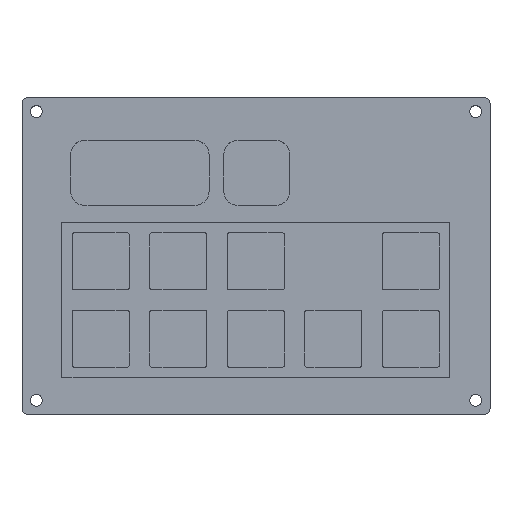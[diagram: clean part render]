
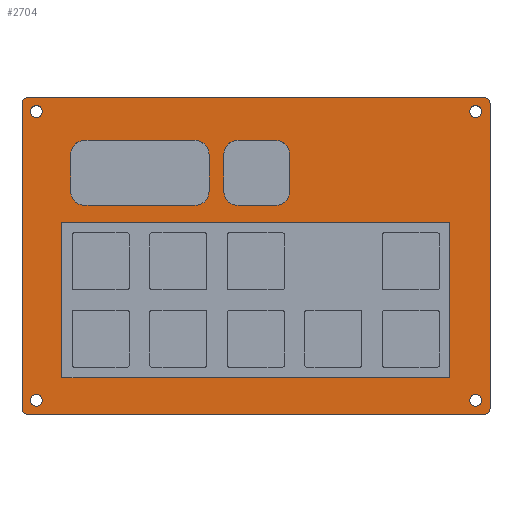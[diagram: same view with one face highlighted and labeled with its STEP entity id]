
A CAD part, top view. The second image highlights one B-rep face of the part: STEP entity #2704.
In plain terms, the highlighted planar face has unit normal (0, 0, 1).
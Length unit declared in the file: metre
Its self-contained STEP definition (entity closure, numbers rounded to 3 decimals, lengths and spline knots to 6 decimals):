
#105=CIRCLE('',#2937,0.0015);
#107=CIRCLE('',#2941,0.0015);
#109=CIRCLE('',#2945,0.0015);
#111=CIRCLE('',#2952,0.0035);
#113=CIRCLE('',#2956,0.0035);
#115=CIRCLE('',#2960,0.0035);
#117=CIRCLE('',#2964,0.0035);
#119=CIRCLE('',#2967,0.0035);
#121=CIRCLE('',#2971,0.0035);
#123=CIRCLE('',#2975,0.0035);
#125=CIRCLE('',#2979,0.0035);
#126=CIRCLE('',#2981,0.00145);
#128=CIRCLE('',#2984,0.00145);
#130=CIRCLE('',#2987,0.00145);
#133=CIRCLE('',#2991,0.0015);
#134=CIRCLE('',#2996,0.00145);
#896=ORIENTED_EDGE('',*,*,#1306,.F.);
#897=ORIENTED_EDGE('',*,*,#1310,.F.);
#898=ORIENTED_EDGE('',*,*,#1313,.F.);
#899=ORIENTED_EDGE('',*,*,#1316,.T.);
#900=ORIENTED_EDGE('',*,*,#1319,.F.);
#901=ORIENTED_EDGE('',*,*,#1322,.T.);
#902=ORIENTED_EDGE('',*,*,#1325,.F.);
#903=ORIENTED_EDGE('',*,*,#1339,.F.);
#904=ORIENTED_EDGE('',*,*,#1284,.F.);
#905=ORIENTED_EDGE('',*,*,#1288,.T.);
#906=ORIENTED_EDGE('',*,*,#1291,.F.);
#907=ORIENTED_EDGE('',*,*,#1294,.F.);
#908=ORIENTED_EDGE('',*,*,#1297,.F.);
#909=ORIENTED_EDGE('',*,*,#1300,.F.);
#910=ORIENTED_EDGE('',*,*,#1303,.F.);
#911=ORIENTED_EDGE('',*,*,#1337,.T.);
#912=ORIENTED_EDGE('',*,*,#1274,.F.);
#913=ORIENTED_EDGE('',*,*,#1278,.T.);
#914=ORIENTED_EDGE('',*,*,#1281,.T.);
#915=ORIENTED_EDGE('',*,*,#1335,.F.);
#916=ORIENTED_EDGE('',*,*,#1252,.F.);
#917=ORIENTED_EDGE('',*,*,#1256,.T.);
#918=ORIENTED_EDGE('',*,*,#1259,.T.);
#919=ORIENTED_EDGE('',*,*,#1262,.T.);
#920=ORIENTED_EDGE('',*,*,#1265,.T.);
#921=ORIENTED_EDGE('',*,*,#1268,.T.);
#922=ORIENTED_EDGE('',*,*,#1271,.F.);
#923=ORIENTED_EDGE('',*,*,#1333,.T.);
#924=ORIENTED_EDGE('',*,*,#1330,.F.);
#925=ORIENTED_EDGE('',*,*,#1328,.F.);
#926=ORIENTED_EDGE('',*,*,#1326,.F.);
#927=ORIENTED_EDGE('',*,*,#1340,.F.);
#1252=EDGE_CURVE('',#1540,#1541,#1806,.T.);
#1256=EDGE_CURVE('',#1540,#1543,#105,.T.);
#1259=EDGE_CURVE('',#1543,#1545,#1811,.T.);
#1262=EDGE_CURVE('',#1545,#1547,#107,.T.);
#1265=EDGE_CURVE('',#1547,#1549,#1815,.T.);
#1268=EDGE_CURVE('',#1549,#1551,#109,.T.);
#1271=EDGE_CURVE('',#1553,#1551,#1819,.T.);
#1274=EDGE_CURVE('',#1556,#1557,#1822,.T.);
#1278=EDGE_CURVE('',#1556,#1559,#1826,.T.);
#1281=EDGE_CURVE('',#1559,#1561,#1829,.T.);
#1284=EDGE_CURVE('',#1564,#1565,#111,.T.);
#1288=EDGE_CURVE('',#1564,#1567,#1834,.T.);
#1291=EDGE_CURVE('',#1569,#1567,#113,.T.);
#1294=EDGE_CURVE('',#1571,#1569,#1838,.T.);
#1297=EDGE_CURVE('',#1573,#1571,#115,.T.);
#1300=EDGE_CURVE('',#1575,#1573,#1842,.T.);
#1303=EDGE_CURVE('',#1577,#1575,#117,.T.);
#1306=EDGE_CURVE('',#1580,#1581,#119,.T.);
#1310=EDGE_CURVE('',#1583,#1580,#1848,.T.);
#1313=EDGE_CURVE('',#1585,#1583,#121,.T.);
#1316=EDGE_CURVE('',#1585,#1587,#1852,.T.);
#1319=EDGE_CURVE('',#1589,#1587,#123,.T.);
#1322=EDGE_CURVE('',#1589,#1591,#1856,.T.);
#1325=EDGE_CURVE('',#1593,#1591,#125,.T.);
#1326=EDGE_CURVE('',#1594,#1594,#126,.T.);
#1328=EDGE_CURVE('',#1596,#1596,#128,.T.);
#1330=EDGE_CURVE('',#1598,#1598,#130,.T.);
#1333=EDGE_CURVE('',#1553,#1541,#133,.T.);
#1335=EDGE_CURVE('',#1557,#1561,#1859,.T.);
#1337=EDGE_CURVE('',#1577,#1565,#1861,.T.);
#1339=EDGE_CURVE('',#1581,#1593,#1863,.T.);
#1340=EDGE_CURVE('',#1600,#1600,#134,.T.);
#1540=VERTEX_POINT('',#4376);
#1541=VERTEX_POINT('',#4378);
#1543=VERTEX_POINT('',#4384);
#1545=VERTEX_POINT('',#4390);
#1547=VERTEX_POINT('',#4396);
#1549=VERTEX_POINT('',#4402);
#1551=VERTEX_POINT('',#4408);
#1553=VERTEX_POINT('',#4414);
#1556=VERTEX_POINT('',#4421);
#1557=VERTEX_POINT('',#4423);
#1559=VERTEX_POINT('',#4429);
#1561=VERTEX_POINT('',#4435);
#1564=VERTEX_POINT('',#4442);
#1565=VERTEX_POINT('',#4444);
#1567=VERTEX_POINT('',#4450);
#1569=VERTEX_POINT('',#4456);
#1571=VERTEX_POINT('',#4462);
#1573=VERTEX_POINT('',#4468);
#1575=VERTEX_POINT('',#4474);
#1577=VERTEX_POINT('',#4480);
#1580=VERTEX_POINT('',#4487);
#1581=VERTEX_POINT('',#4489);
#1583=VERTEX_POINT('',#4495);
#1585=VERTEX_POINT('',#4501);
#1587=VERTEX_POINT('',#4507);
#1589=VERTEX_POINT('',#4513);
#1591=VERTEX_POINT('',#4519);
#1593=VERTEX_POINT('',#4525);
#1594=VERTEX_POINT('',#4529);
#1596=VERTEX_POINT('',#4534);
#1598=VERTEX_POINT('',#4539);
#1600=VERTEX_POINT('',#4556);
#1806=LINE('',#4377,#2068);
#1811=LINE('',#4391,#2073);
#1815=LINE('',#4403,#2077);
#1819=LINE('',#4415,#2081);
#1822=LINE('',#4422,#2084);
#1826=LINE('',#4430,#2088);
#1829=LINE('',#4436,#2091);
#1834=LINE('',#4451,#2096);
#1838=LINE('',#4463,#2100);
#1842=LINE('',#4475,#2104);
#1848=LINE('',#4496,#2110);
#1852=LINE('',#4508,#2114);
#1856=LINE('',#4520,#2118);
#1859=LINE('',#4547,#2121);
#1861=LINE('',#4550,#2123);
#1863=LINE('',#4553,#2125);
#2068=VECTOR('',#3592,1.);
#2073=VECTOR('',#3605,1.);
#2077=VECTOR('',#3617,1.);
#2081=VECTOR('',#3629,1.);
#2084=VECTOR('',#3634,1.);
#2088=VECTOR('',#3640,1.);
#2091=VECTOR('',#3645,1.);
#2096=VECTOR('',#3658,1.);
#2100=VECTOR('',#3670,1.);
#2104=VECTOR('',#3682,1.);
#2110=VECTOR('',#3702,1.);
#2114=VECTOR('',#3714,1.);
#2118=VECTOR('',#3726,1.);
#2121=VECTOR('',#3761,1.);
#2123=VECTOR('',#3765,1.);
#2125=VECTOR('',#3769,1.);
#2294=EDGE_LOOP('',(#896,#897,#898,#899,#900,#901,#902,#903));
#2295=EDGE_LOOP('',(#904,#905,#906,#907,#908,#909,#910,#911));
#2296=EDGE_LOOP('',(#912,#913,#914,#915));
#2297=EDGE_LOOP('',(#916,#917,#918,#919,#920,#921,#922,#923));
#2298=EDGE_LOOP('',(#924));
#2299=EDGE_LOOP('',(#925));
#2300=EDGE_LOOP('',(#926));
#2301=EDGE_LOOP('',(#927));
#2478=FACE_BOUND('',#2294,.T.);
#2479=FACE_BOUND('',#2295,.T.);
#2480=FACE_BOUND('',#2296,.T.);
#2481=FACE_BOUND('',#2297,.T.);
#2482=FACE_BOUND('',#2298,.T.);
#2483=FACE_BOUND('',#2299,.T.);
#2484=FACE_BOUND('',#2300,.T.);
#2485=FACE_BOUND('',#2301,.T.);
#2568=PLANE('',#2998);
#2704=ADVANCED_FACE('',(#2478,#2479,#2480,#2481,#2482,#2483,#2484,#2485),
#2568,.T.);
#2937=AXIS2_PLACEMENT_3D('',#4385,#3599,#3600);
#2941=AXIS2_PLACEMENT_3D('',#4397,#3611,#3612);
#2945=AXIS2_PLACEMENT_3D('',#4409,#3623,#3624);
#2952=AXIS2_PLACEMENT_3D('',#4443,#3651,#3652);
#2956=AXIS2_PLACEMENT_3D('',#4457,#3664,#3665);
#2960=AXIS2_PLACEMENT_3D('',#4469,#3676,#3677);
#2964=AXIS2_PLACEMENT_3D('',#4481,#3688,#3689);
#2967=AXIS2_PLACEMENT_3D('',#4488,#3695,#3696);
#2971=AXIS2_PLACEMENT_3D('',#4502,#3708,#3709);
#2975=AXIS2_PLACEMENT_3D('',#4514,#3720,#3721);
#2979=AXIS2_PLACEMENT_3D('',#4526,#3732,#3733);
#2981=AXIS2_PLACEMENT_3D('',#4528,#3736,#3737);
#2984=AXIS2_PLACEMENT_3D('',#4533,#3742,#3743);
#2987=AXIS2_PLACEMENT_3D('',#4538,#3748,#3749);
#2991=AXIS2_PLACEMENT_3D('',#4544,#3756,#3757);
#2996=AXIS2_PLACEMENT_3D('',#4555,#3772,#3773);
#2998=AXIS2_PLACEMENT_3D('',#4559,#3776,#3777);
#3592=DIRECTION('',(0.,-1.,0.));
#3599=DIRECTION('',(0.,0.,1.));
#3600=DIRECTION('',(1.,0.,0.));
#3605=DIRECTION('',(-1.,0.,0.));
#3611=DIRECTION('',(0.,0.,1.));
#3612=DIRECTION('',(1.,0.,0.));
#3617=DIRECTION('',(0.,-1.,0.));
#3623=DIRECTION('',(0.,0.,1.));
#3624=DIRECTION('',(1.,0.,0.));
#3629=DIRECTION('',(-1.,0.,0.));
#3634=DIRECTION('',(1.,0.,0.));
#3640=DIRECTION('',(0.,1.,0.));
#3645=DIRECTION('',(1.,0.,0.));
#3651=DIRECTION('',(0.,0.,1.));
#3652=DIRECTION('',(1.,0.,0.));
#3658=DIRECTION('',(0.,-1.,0.));
#3664=DIRECTION('',(0.,0.,1.));
#3665=DIRECTION('',(1.,0.,0.));
#3670=DIRECTION('',(1.,0.,0.));
#3676=DIRECTION('',(0.,0.,1.));
#3677=DIRECTION('',(1.,0.,0.));
#3682=DIRECTION('',(0.,-1.,0.));
#3688=DIRECTION('',(0.,0.,1.));
#3689=DIRECTION('',(1.,0.,0.));
#3695=DIRECTION('',(0.,0.,1.));
#3696=DIRECTION('',(1.,0.,0.));
#3702=DIRECTION('',(-1.,0.,0.));
#3708=DIRECTION('',(0.,0.,1.));
#3709=DIRECTION('',(1.,0.,0.));
#3714=DIRECTION('',(0.,-1.,0.));
#3720=DIRECTION('',(0.,0.,1.));
#3721=DIRECTION('',(1.,0.,0.));
#3726=DIRECTION('',(-1.,0.,0.));
#3732=DIRECTION('',(0.,0.,1.));
#3733=DIRECTION('',(1.,0.,0.));
#3736=DIRECTION('',(0.,0.,1.));
#3737=DIRECTION('',(1.,0.,0.));
#3742=DIRECTION('',(0.,0.,1.));
#3743=DIRECTION('',(1.,0.,0.));
#3748=DIRECTION('',(0.,0.,1.));
#3749=DIRECTION('',(1.,0.,0.));
#3756=DIRECTION('',(0.,0.,1.));
#3757=DIRECTION('',(1.,0.,0.));
#3761=DIRECTION('',(0.,1.,0.));
#3765=DIRECTION('',(1.,0.,0.));
#3769=DIRECTION('',(0.,-1.,0.));
#3772=DIRECTION('',(0.,0.,1.));
#3773=DIRECTION('',(1.,0.,0.));
#3776=DIRECTION('',(0.,0.,1.));
#3777=DIRECTION('',(1.,0.,0.));
#4376=CARTESIAN_POINT('',(0.0575,0.0375,0.013));
#4377=CARTESIAN_POINT('',(0.0575,0.,0.013));
#4378=CARTESIAN_POINT('',(0.0575,-0.0375,0.013));
#4384=CARTESIAN_POINT('',(0.056,0.039,0.013));
#4385=CARTESIAN_POINT('',(0.056,0.0375,0.013));
#4390=CARTESIAN_POINT('',(-0.056,0.039,0.013));
#4391=CARTESIAN_POINT('',(0.,0.039,0.013));
#4396=CARTESIAN_POINT('',(-0.0575,0.0375,0.013));
#4397=CARTESIAN_POINT('',(-0.056,0.0375,0.013));
#4402=CARTESIAN_POINT('',(-0.0575,-0.0375,0.013));
#4403=CARTESIAN_POINT('',(-0.0575,0.,0.013));
#4408=CARTESIAN_POINT('',(-0.056,-0.039,0.013));
#4409=CARTESIAN_POINT('',(-0.056,-0.0375,0.013));
#4414=CARTESIAN_POINT('',(0.056,-0.039,0.013));
#4415=CARTESIAN_POINT('',(0.,-0.039,0.013));
#4421=CARTESIAN_POINT('',(-0.047675,-0.029875,0.013));
#4422=CARTESIAN_POINT('',(-0.00005,-0.029875,0.013));
#4423=CARTESIAN_POINT('',(0.047575,-0.029875,0.013));
#4429=CARTESIAN_POINT('',(-0.047675,0.008225,0.013));
#4430=CARTESIAN_POINT('',(-0.047675,-0.010825,0.013));
#4435=CARTESIAN_POINT('',(0.047575,0.008225,0.013));
#4436=CARTESIAN_POINT('',(-0.00005,0.008225,0.013));
#4442=CARTESIAN_POINT('',(-0.011525,0.0249,0.013));
#4443=CARTESIAN_POINT('',(-0.015025,0.0249,0.013));
#4444=CARTESIAN_POINT('',(-0.015025,0.0284,0.013));
#4450=CARTESIAN_POINT('',(-0.011525,0.0159,0.013));
#4451=CARTESIAN_POINT('',(-0.011525,0.0204,0.013));
#4456=CARTESIAN_POINT('',(-0.015025,0.0124,0.013));
#4457=CARTESIAN_POINT('',(-0.015025,0.0159,0.013));
#4462=CARTESIAN_POINT('',(-0.042025,0.0124,0.013));
#4463=CARTESIAN_POINT('',(-0.028525,0.0124,0.013));
#4468=CARTESIAN_POINT('',(-0.045525,0.0159,0.013));
#4469=CARTESIAN_POINT('',(-0.042025,0.0159,0.013));
#4474=CARTESIAN_POINT('',(-0.045525,0.0249,0.013));
#4475=CARTESIAN_POINT('',(-0.045525,0.0204,0.013));
#4480=CARTESIAN_POINT('',(-0.042025,0.0284,0.013));
#4481=CARTESIAN_POINT('',(-0.042025,0.0249,0.013));
#4487=CARTESIAN_POINT('',(-0.0044,0.0284,0.013));
#4488=CARTESIAN_POINT('',(-0.0044,0.0249,0.013));
#4489=CARTESIAN_POINT('',(-0.0079,0.0249,0.013));
#4495=CARTESIAN_POINT('',(0.0048,0.0284,0.013));
#4496=CARTESIAN_POINT('',(0.0002,0.0284,0.013));
#4501=CARTESIAN_POINT('',(0.0083,0.0249,0.013));
#4502=CARTESIAN_POINT('',(0.0048,0.0249,0.013));
#4507=CARTESIAN_POINT('',(0.0083,0.0159,0.013));
#4508=CARTESIAN_POINT('',(0.0083,0.0204,0.013));
#4513=CARTESIAN_POINT('',(0.0048,0.0124,0.013));
#4514=CARTESIAN_POINT('',(0.0048,0.0159,0.013));
#4519=CARTESIAN_POINT('',(-0.0044,0.0124,0.013));
#4520=CARTESIAN_POINT('',(0.0002,0.0124,0.013));
#4525=CARTESIAN_POINT('',(-0.0079,0.0159,0.013));
#4526=CARTESIAN_POINT('',(-0.0044,0.0159,0.013));
#4528=CARTESIAN_POINT('',(0.054,-0.0355,0.013));
#4529=CARTESIAN_POINT('',(0.05545,-0.0355,0.013));
#4533=CARTESIAN_POINT('',(0.054,0.0355,0.013));
#4534=CARTESIAN_POINT('',(0.05545,0.0355,0.013));
#4538=CARTESIAN_POINT('',(-0.054,0.0355,0.013));
#4539=CARTESIAN_POINT('',(-0.05255,0.0355,0.013));
#4544=CARTESIAN_POINT('',(0.056,-0.0375,0.013));
#4547=CARTESIAN_POINT('',(0.047575,-0.010825,0.013));
#4550=CARTESIAN_POINT('',(-0.028525,0.0284,0.013));
#4553=CARTESIAN_POINT('',(-0.0079,0.0204,0.013));
#4555=CARTESIAN_POINT('',(-0.054,-0.0355,0.013));
#4556=CARTESIAN_POINT('',(-0.05255,-0.0355,0.013));
#4559=CARTESIAN_POINT('',(0.,0.,0.013));
